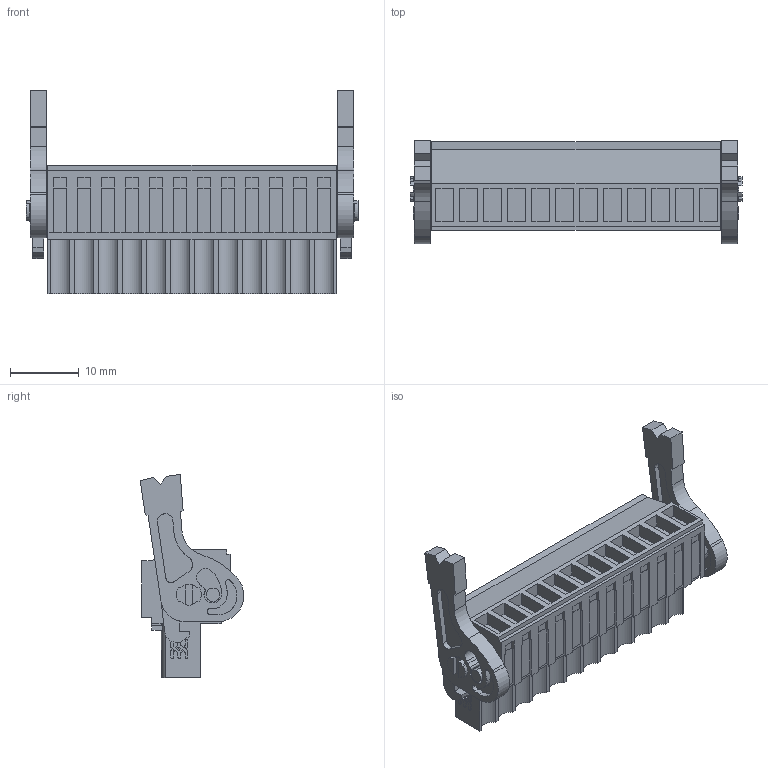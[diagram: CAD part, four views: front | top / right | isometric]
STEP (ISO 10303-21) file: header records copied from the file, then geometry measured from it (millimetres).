
FILE_DESCRIPTION(('CATIA V5 STEP Exchange','CAx-IF Rec.Pracs.--- Model Styling and Organization---1.2---2011-12-15'),'2;1');
FILE_NAME ('D1452686_0_1531100000_1531100000.stp','2017-04-25T12:41:56+00:00',('none'),('Weidmueller'),'CATIA Version 5-6 Release 2014','CATIA V5 STEP AP214','none');
FILE_SCHEMA(('AUTOMOTIVE_DESIGN { 1 0 10303 214 1 1 1 1 }'));
Length unit declared in the file: millimetre
Products named in the file (1): 1531100000
Bounding box: 48.4 x 15.12 x 29.66 mm (x, y, z)
Volume: 6862.8 mm3; surface area: 6126.9 mm2
Topology: 15 solids, 15 shells, 937 faces, 2609 edges, 1768 vertices
Faces by surface type: plane 765, cylinder 112, extrusion 60
Entity records: 28416 total; most frequent: CARTESIAN_POINT 6086, ORIENTED_EDGE 5218, DIRECTION 3481, EDGE_CURVE 2609, VECTOR 2143, LINE 2083, VERTEX_POINT 1768, EDGE_LOOP 1011
